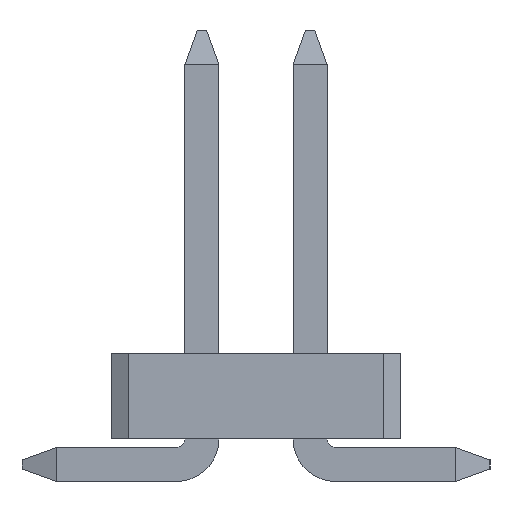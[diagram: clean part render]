
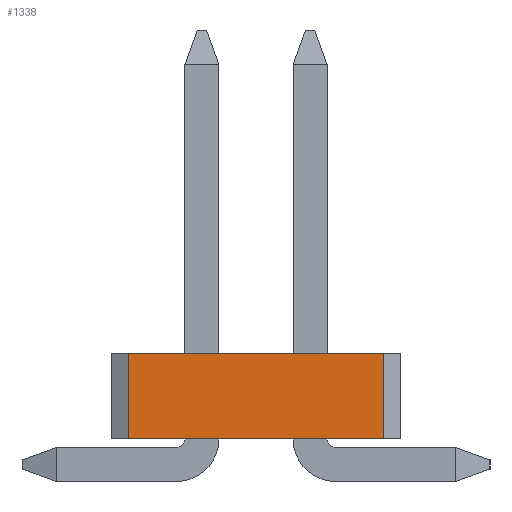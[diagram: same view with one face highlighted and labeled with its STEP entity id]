
A CAD part, left-side view. The second image highlights one B-rep face of the part: STEP entity #1338.
In plain terms, the highlighted planar face has unit normal (-1, 0, 0).
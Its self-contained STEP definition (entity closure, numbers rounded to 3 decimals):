
#1338 = ADVANCED_FACE ( 'NONE', ( #21056 ), #26350, .F. ) ;
#3270 = LINE ( 'NONE', #26869, #20849 ) ;
#3504 = LINE ( 'NONE', #17550, #18605 ) ;
#4844 = CARTESIAN_POINT ( 'NONE',  ( -8.89, 1.5, 0. ) ) ;
#5047 = VECTOR ( 'NONE', #12776, 1000. ) ;
#5242 = DIRECTION ( 'NONE',  ( 0., 1., 0. ) ) ;
#5721 = CARTESIAN_POINT ( 'NONE',  ( -8.89, 1.7, 1. ) ) ;
#7447 = DIRECTION ( 'NONE',  ( 1., 0., 0. ) ) ;
#8211 = DIRECTION ( 'NONE',  ( 0., 0., 1. ) ) ;
#8311 = VERTEX_POINT ( 'NONE', #4844 ) ;
#8754 = VERTEX_POINT ( 'NONE', #24163 ) ;
#10009 = VECTOR ( 'NONE', #21642, 1000. ) ;
#10115 = CARTESIAN_POINT ( 'NONE',  ( -8.89, 1.5, 1. ) ) ;
#12117 = CARTESIAN_POINT ( 'NONE',  ( -8.89, 1.7, 1. ) ) ;
#12776 = DIRECTION ( 'NONE',  ( 0., 0., -1. ) ) ;
#13086 = EDGE_LOOP ( 'NONE', ( #29385, #24992, #30119, #21380 ) ) ;
#15038 = EDGE_CURVE ( 'NONE', #8311, #28984, #3270, .T. ) ;
#15163 = DIRECTION ( 'NONE',  ( 0., -1., 0. ) ) ;
#17378 = EDGE_CURVE ( 'NONE', #24888, #8754, #21922, .T. ) ;
#17550 = CARTESIAN_POINT ( 'NONE',  ( -8.89, -1.5, 1. ) ) ;
#18605 = VECTOR ( 'NONE', #8211, 1000. ) ;
#20849 = VECTOR ( 'NONE', #15163, 1000. ) ;
#20921 = AXIS2_PLACEMENT_3D ( 'NONE', #5721, #7447, #5242 ) ;
#21056 = FACE_OUTER_BOUND ( 'NONE', #13086, .T. ) ;
#21380 = ORIENTED_EDGE ( 'NONE', *, *, #27571, .T. ) ;
#21642 = DIRECTION ( 'NONE',  ( 0., -1., 0. ) ) ;
#21922 = LINE ( 'NONE', #12117, #10009 ) ;
#24163 = CARTESIAN_POINT ( 'NONE',  ( -8.89, -1.5, 1. ) ) ;
#24888 = VERTEX_POINT ( 'NONE', #29331 ) ;
#24992 = ORIENTED_EDGE ( 'NONE', *, *, #29410, .T. ) ;
#26254 = CARTESIAN_POINT ( 'NONE',  ( -8.89, -1.5, 0. ) ) ;
#26350 = PLANE ( 'NONE',  #20921 ) ;
#26662 = LINE ( 'NONE', #10115, #5047 ) ;
#26869 = CARTESIAN_POINT ( 'NONE',  ( -8.89, 1.7, 0. ) ) ;
#27571 = EDGE_CURVE ( 'NONE', #24888, #8311, #26662, .T. ) ;
#28984 = VERTEX_POINT ( 'NONE', #26254 ) ;
#29331 = CARTESIAN_POINT ( 'NONE',  ( -8.89, 1.5, 1. ) ) ;
#29385 = ORIENTED_EDGE ( 'NONE', *, *, #15038, .T. ) ;
#29410 = EDGE_CURVE ( 'NONE', #28984, #8754, #3504, .T. ) ;
#30119 = ORIENTED_EDGE ( 'NONE', *, *, #17378, .F. ) ;
